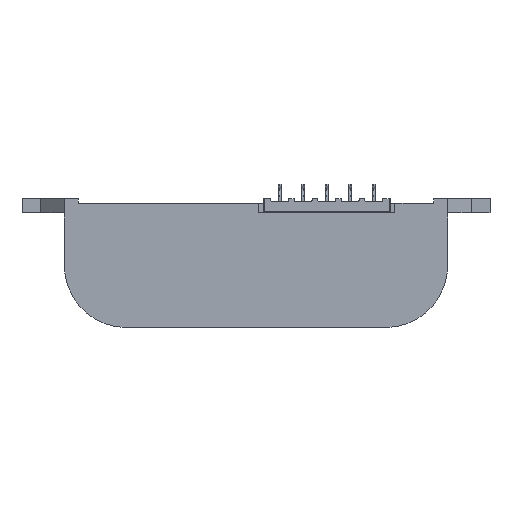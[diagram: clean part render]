
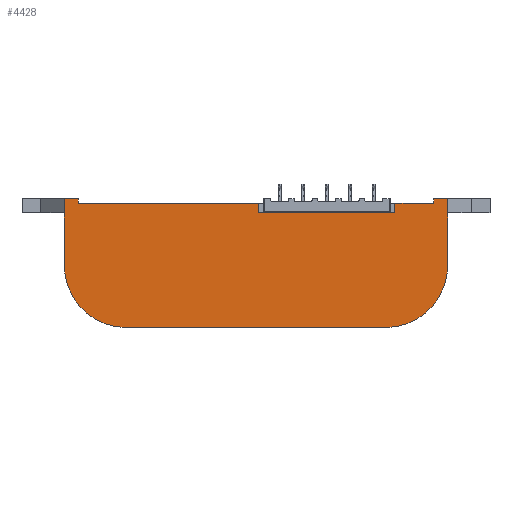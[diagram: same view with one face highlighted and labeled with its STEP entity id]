
A CAD part, front view. The second image highlights one B-rep face of the part: STEP entity #4428.
In plain terms, the highlighted planar face has unit normal (0, -1, 0).
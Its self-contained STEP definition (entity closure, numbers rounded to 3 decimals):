
#243 = ORIENTED_EDGE ( 'NONE', *, *, #9900, .T. ) ;
#407 = AXIS2_PLACEMENT_3D ( 'NONE', #12829, #7073, #13645 ) ;
#479 = CARTESIAN_POINT ( 'NONE',  ( 37.8, -2., 13.2 ) ) ;
#662 = VERTEX_POINT ( 'NONE', #10465 ) ;
#686 = LINE ( 'NONE', #10062, #5849 ) ;
#747 = CARTESIAN_POINT ( 'NONE',  ( 40.8, -2., 14.2 ) ) ;
#963 = EDGE_LOOP ( 'NONE', ( #4555, #9268, #2401, #11839, #9047, #3964, #8847, #7155, #2024, #1361, #10478, #243, #6987, #10722 ) ) ;
#989 = CARTESIAN_POINT ( 'NONE',  ( -40.8, -2., 0. ) ) ;
#1041 = LINE ( 'NONE', #7351, #2114 ) ;
#1044 = VECTOR ( 'NONE', #10640, 1000. ) ;
#1079 = VECTOR ( 'NONE', #12527, 1000. ) ;
#1361 = ORIENTED_EDGE ( 'NONE', *, *, #10193, .T. ) ;
#1669 = EDGE_CURVE ( 'NONE', #5106, #11995, #7436, .T. ) ;
#1990 = EDGE_CURVE ( 'NONE', #11021, #3741, #1041, .T. ) ;
#2024 = ORIENTED_EDGE ( 'NONE', *, *, #8372, .F. ) ;
#2114 = VECTOR ( 'NONE', #5268, 1000. ) ;
#2139 = CARTESIAN_POINT ( 'NONE',  ( 40.8, -2., 14.2 ) ) ;
#2267 = VERTEX_POINT ( 'NONE', #747 ) ;
#2401 = ORIENTED_EDGE ( 'NONE', *, *, #9126, .T. ) ;
#2947 = LINE ( 'NONE', #3797, #1079 ) ;
#3007 = VERTEX_POINT ( 'NONE', #9035 ) ;
#3064 = AXIS2_PLACEMENT_3D ( 'NONE', #11854, #4274, #9616 ) ;
#3192 = CARTESIAN_POINT ( 'NONE',  ( 0.527, -2., 0. ) ) ;
#3741 = VERTEX_POINT ( 'NONE', #12040 ) ;
#3797 = CARTESIAN_POINT ( 'NONE',  ( 40.8, -2., 0. ) ) ;
#3964 = ORIENTED_EDGE ( 'NONE', *, *, #4250, .T. ) ;
#4161 = LINE ( 'NONE', #6378, #10910 ) ;
#4246 = CARTESIAN_POINT ( 'NONE',  ( 40.8, -2., 13.2 ) ) ;
#4250 = EDGE_CURVE ( 'NONE', #11995, #3007, #686, .T. ) ;
#4274 = DIRECTION ( 'NONE',  ( 0., -1., 0. ) ) ;
#4408 = FACE_OUTER_BOUND ( 'NONE', #963, .T. ) ;
#4428 = ADVANCED_FACE ( 'NONE', ( #4408 ), #12362, .F. ) ;
#4555 = ORIENTED_EDGE ( 'NONE', *, *, #9543, .T. ) ;
#4711 = EDGE_CURVE ( 'NONE', #13193, #7097, #5863, .T. ) ;
#4923 = DIRECTION ( 'NONE',  ( 0., 0., -1. ) ) ;
#4931 = CARTESIAN_POINT ( 'NONE',  ( 29.547, -2., 13.2 ) ) ;
#4941 = LINE ( 'NONE', #12181, #7721 ) ;
#5106 = VERTEX_POINT ( 'NONE', #9037 ) ;
#5268 = DIRECTION ( 'NONE',  ( -1., 0., 0. ) ) ;
#5339 = VECTOR ( 'NONE', #12150, 1000. ) ;
#5361 = EDGE_CURVE ( 'NONE', #6416, #7097, #10533, .T. ) ;
#5399 = LINE ( 'NONE', #2139, #8188 ) ;
#5519 = CARTESIAN_POINT ( 'NONE',  ( 0.527, -2., 11.2 ) ) ;
#5541 = CARTESIAN_POINT ( 'NONE',  ( 37.8, -2., 14.2 ) ) ;
#5611 = LINE ( 'NONE', #3192, #7115 ) ;
#5737 = VERTEX_POINT ( 'NONE', #5541 ) ;
#5849 = VECTOR ( 'NONE', #4923, 1000. ) ;
#5863 = LINE ( 'NONE', #10092, #13209 ) ;
#5966 = CARTESIAN_POINT ( 'NONE',  ( -27.6, -2., 0. ) ) ;
#6378 = CARTESIAN_POINT ( 'NONE',  ( 0., -2., 11.2 ) ) ;
#6416 = VERTEX_POINT ( 'NONE', #13141 ) ;
#6770 = CARTESIAN_POINT ( 'NONE',  ( -38.8, -2., 13.2 ) ) ;
#6960 = DIRECTION ( 'NONE',  ( 0., 0., 1. ) ) ;
#6987 = ORIENTED_EDGE ( 'NONE', *, *, #5361, .T. ) ;
#7073 = DIRECTION ( 'NONE',  ( 0., 1., 0. ) ) ;
#7097 = VERTEX_POINT ( 'NONE', #10258 ) ;
#7115 = VECTOR ( 'NONE', #10689, 1000. ) ;
#7155 = ORIENTED_EDGE ( 'NONE', *, *, #12281, .T. ) ;
#7278 = VECTOR ( 'NONE', #7516, 1000. ) ;
#7280 = VECTOR ( 'NONE', #13174, 1000. ) ;
#7351 = CARTESIAN_POINT ( 'NONE',  ( -40.8, -2., 14.2 ) ) ;
#7436 = LINE ( 'NONE', #4246, #1044 ) ;
#7516 = DIRECTION ( 'NONE',  ( 0., 0., -1. ) ) ;
#7721 = VECTOR ( 'NONE', #6960, 1000. ) ;
#8188 = VECTOR ( 'NONE', #10817, 1000. ) ;
#8349 = LINE ( 'NONE', #989, #7278 ) ;
#8372 = EDGE_CURVE ( 'NONE', #9514, #662, #9757, .T. ) ;
#8467 = VERTEX_POINT ( 'NONE', #5519 ) ;
#8847 = ORIENTED_EDGE ( 'NONE', *, *, #13194, .T. ) ;
#8849 = CARTESIAN_POINT ( 'NONE',  ( 40.8, -2., 0. ) ) ;
#9035 = CARTESIAN_POINT ( 'NONE',  ( 29.547, -2., 11.2 ) ) ;
#9037 = CARTESIAN_POINT ( 'NONE',  ( 37.8, -2., 13.2 ) ) ;
#9047 = ORIENTED_EDGE ( 'NONE', *, *, #1669, .T. ) ;
#9058 = DIRECTION ( 'NONE',  ( -1., 0., 0. ) ) ;
#9126 = EDGE_CURVE ( 'NONE', #2267, #5737, #5399, .T. ) ;
#9268 = ORIENTED_EDGE ( 'NONE', *, *, #9864, .T. ) ;
#9299 = DIRECTION ( 'NONE',  ( -1., 0., 0. ) ) ;
#9419 = AXIS2_PLACEMENT_3D ( 'NONE', #5966, #11185, #10269 ) ;
#9475 = CARTESIAN_POINT ( 'NONE',  ( -37.8, -2., 13.2 ) ) ;
#9514 = VERTEX_POINT ( 'NONE', #9475 ) ;
#9543 = EDGE_CURVE ( 'NONE', #13193, #13168, #9934, .T. ) ;
#9616 = DIRECTION ( 'NONE',  ( 0., 0., 1. ) ) ;
#9757 = LINE ( 'NONE', #6770, #7280 ) ;
#9864 = EDGE_CURVE ( 'NONE', #13168, #2267, #2947, .T. ) ;
#9900 = EDGE_CURVE ( 'NONE', #3741, #6416, #8349, .T. ) ;
#9934 = CIRCLE ( 'NONE', #3064, 13.2 ) ;
#10062 = CARTESIAN_POINT ( 'NONE',  ( 29.547, -2., 0. ) ) ;
#10092 = CARTESIAN_POINT ( 'NONE',  ( -38.8, -2., -13.2 ) ) ;
#10193 = EDGE_CURVE ( 'NONE', #9514, #11021, #4941, .T. ) ;
#10258 = CARTESIAN_POINT ( 'NONE',  ( -27.6, -2., -13.2 ) ) ;
#10269 = DIRECTION ( 'NONE',  ( 0., 0., 1. ) ) ;
#10465 = CARTESIAN_POINT ( 'NONE',  ( 0.527, -2., 13.2 ) ) ;
#10478 = ORIENTED_EDGE ( 'NONE', *, *, #1990, .T. ) ;
#10533 = CIRCLE ( 'NONE', #9419, 13.2 ) ;
#10640 = DIRECTION ( 'NONE',  ( -1., 0., 0. ) ) ;
#10689 = DIRECTION ( 'NONE',  ( 0., 0., 1. ) ) ;
#10722 = ORIENTED_EDGE ( 'NONE', *, *, #4711, .F. ) ;
#10817 = DIRECTION ( 'NONE',  ( -1., 0., 0. ) ) ;
#10910 = VECTOR ( 'NONE', #9299, 1000. ) ;
#10959 = LINE ( 'NONE', #479, #5339 ) ;
#11021 = VERTEX_POINT ( 'NONE', #13245 ) ;
#11185 = DIRECTION ( 'NONE',  ( 0., -1., 0. ) ) ;
#11839 = ORIENTED_EDGE ( 'NONE', *, *, #12356, .T. ) ;
#11854 = CARTESIAN_POINT ( 'NONE',  ( 27.6, -2., 0. ) ) ;
#11995 = VERTEX_POINT ( 'NONE', #4931 ) ;
#12040 = CARTESIAN_POINT ( 'NONE',  ( -40.8, -2., 14.2 ) ) ;
#12150 = DIRECTION ( 'NONE',  ( 0., 0., -1. ) ) ;
#12181 = CARTESIAN_POINT ( 'NONE',  ( -37.8, -2., 13.2 ) ) ;
#12281 = EDGE_CURVE ( 'NONE', #8467, #662, #5611, .T. ) ;
#12356 = EDGE_CURVE ( 'NONE', #5737, #5106, #10959, .T. ) ;
#12362 = PLANE ( 'NONE',  #407 ) ;
#12438 = CARTESIAN_POINT ( 'NONE',  ( 27.6, -2., -13.2 ) ) ;
#12527 = DIRECTION ( 'NONE',  ( 0., 0., 1. ) ) ;
#12829 = CARTESIAN_POINT ( 'NONE',  ( 0., -2., 0. ) ) ;
#13141 = CARTESIAN_POINT ( 'NONE',  ( -40.8, -2., 0. ) ) ;
#13168 = VERTEX_POINT ( 'NONE', #8849 ) ;
#13174 = DIRECTION ( 'NONE',  ( 1., 0., 0. ) ) ;
#13193 = VERTEX_POINT ( 'NONE', #12438 ) ;
#13194 = EDGE_CURVE ( 'NONE', #3007, #8467, #4161, .T. ) ;
#13209 = VECTOR ( 'NONE', #9058, 1000. ) ;
#13245 = CARTESIAN_POINT ( 'NONE',  ( -37.8, -2., 14.2 ) ) ;
#13645 = DIRECTION ( 'NONE',  ( 0., 0., 1. ) ) ;
